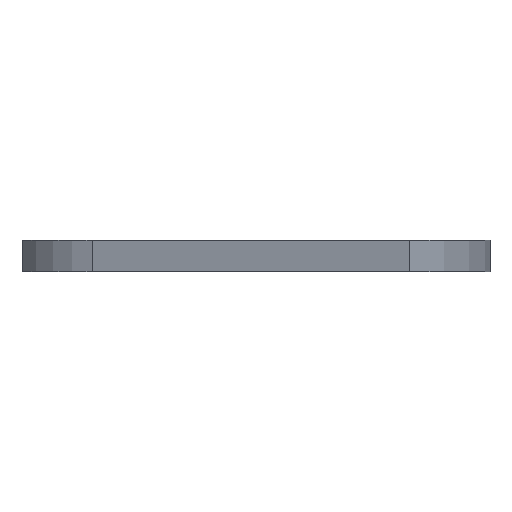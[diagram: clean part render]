
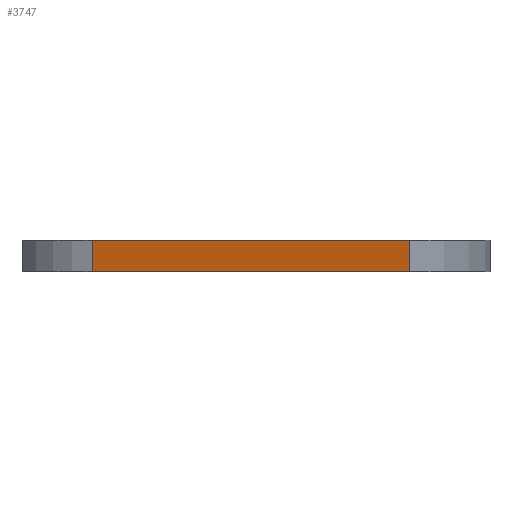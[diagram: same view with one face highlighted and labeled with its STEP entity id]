
A CAD part, front view. The second image highlights one B-rep face of the part: STEP entity #3747.
In plain terms, the highlighted face is planar.
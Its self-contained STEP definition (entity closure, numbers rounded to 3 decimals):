
#153=PLANE('',#4109);
#344=FACE_OUTER_BOUND('',#557,.T.);
#557=EDGE_LOOP('',(#3475,#3476,#3477,#3478));
#746=LINE('',#5309,#1133);
#782=LINE('',#5413,#1169);
#784=LINE('',#5425,#1171);
#1100=LINE('',#6294,#1487);
#1133=VECTOR('',#4213,10.);
#1169=VECTOR('',#4313,10.);
#1171=VECTOR('',#4325,10.);
#1487=VECTOR('',#5193,10.);
#1530=VERTEX_POINT('',#5306);
#1531=VERTEX_POINT('',#5308);
#1567=VERTEX_POINT('',#5411);
#1572=VERTEX_POINT('',#5423);
#1900=EDGE_CURVE('',#1530,#1531,#746,.T.);
#1955=EDGE_CURVE('',#1567,#1530,#782,.T.);
#1961=EDGE_CURVE('',#1567,#1572,#784,.T.);
#2392=EDGE_CURVE('',#1572,#1531,#1100,.T.);
#3475=ORIENTED_EDGE('',*,*,#1961,.T.);
#3476=ORIENTED_EDGE('',*,*,#2392,.T.);
#3477=ORIENTED_EDGE('',*,*,#1900,.F.);
#3478=ORIENTED_EDGE('',*,*,#1955,.F.);
#3747=ADVANCED_FACE('',(#344),#153,.T.);
#4109=AXIS2_PLACEMENT_3D('',#6295,#5194,#5195);
#4213=DIRECTION('',(0.952,0.305,0.));
#4313=DIRECTION('',(0.,0.,-1.));
#4325=DIRECTION('',(0.952,0.305,0.));
#5193=DIRECTION('',(0.,0.,-1.));
#5194=DIRECTION('center_axis',(-0.305,0.952,0.));
#5195=DIRECTION('ref_axis',(0.952,0.305,0.));
#5306=CARTESIAN_POINT('',(-22.877,71.426,-18.));
#5308=CARTESIAN_POINT('',(160.,130.,-18.));
#5309=CARTESIAN_POINT('',(-22.877,71.426,-18.));
#5411=CARTESIAN_POINT('',(-22.877,71.426,0.));
#5413=CARTESIAN_POINT('',(-22.877,71.426,0.));
#5423=CARTESIAN_POINT('',(160.,130.,0.));
#5425=CARTESIAN_POINT('',(-22.877,71.426,0.));
#6294=CARTESIAN_POINT('',(160.,130.,0.));
#6295=CARTESIAN_POINT('Origin',(-22.877,71.426,0.));
